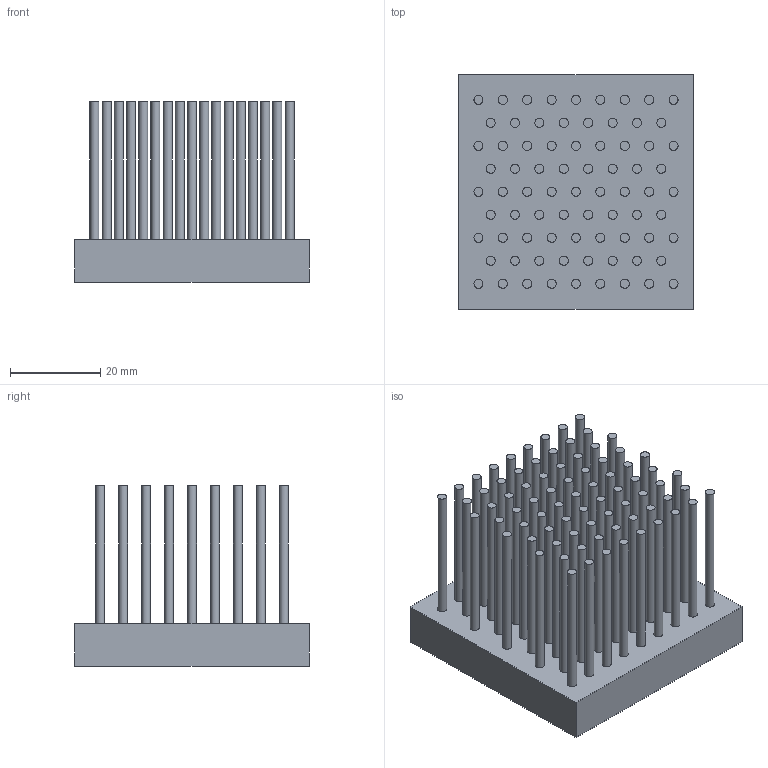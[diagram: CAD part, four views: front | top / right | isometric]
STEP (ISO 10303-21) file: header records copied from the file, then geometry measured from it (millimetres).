
FILE_DESCRIPTION(/* description */ (''),/* implementation_level */ '2;1');
FILE_NAME(/* name */ 'cs.stp',/* time_stamp */ '2024-11-11T18:03:49+08:00',/* author */ ('user'),/* organization */ (''),/* preprocessor_version */ 'ST-DEVELOPER v20',/* originating_system */ 'Autodesk Inventor 2024',/* authorisation */ '');
FILE_SCHEMA (('AUTOMOTIVE_DESIGN { 1 0 10303 214 3 1 1 }'));
Length unit declared in the file: millimetre
Products named in the file (1): cs
Bounding box: 52 x 52 x 40 mm (x, y, z)
Volume: 33066 mm3; surface area: 22140.1 mm2
Topology: 1 solids, 1 shells, 160 faces, 243 edges, 162 vertices
Faces by surface type: plane 83, cylinder 77
Full cylindrical faces by diameter (mm): 2 x77
Entity records: 3664 total; most frequent: DIRECTION 719, CARTESIAN_POINT 566, ORIENTED_EDGE 486, AXIS2_PLACEMENT_3D 315, EDGE_CURVE 243, EDGE_LOOP 237, VERTEX_POINT 162, FACE_OUTER_BOUND 160
